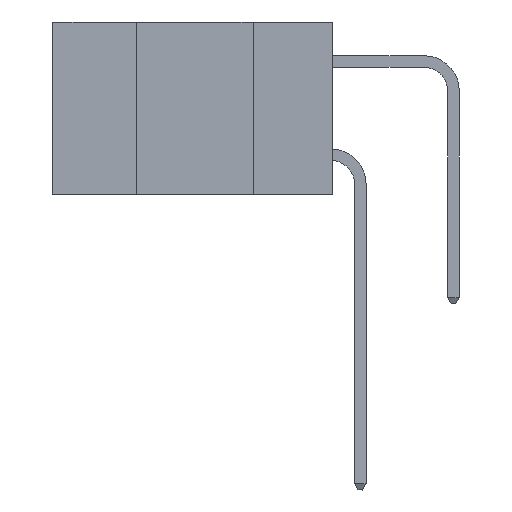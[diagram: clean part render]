
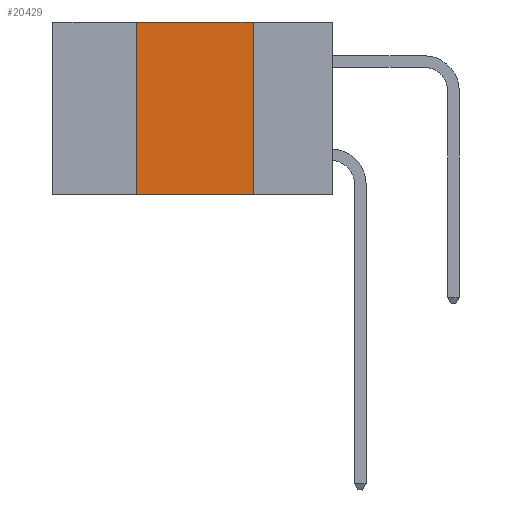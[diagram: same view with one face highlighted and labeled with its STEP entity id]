
A CAD part, left-side view. The second image highlights one B-rep face of the part: STEP entity #20429.
In plain terms, the highlighted planar face has unit normal (-1, 0, 0).
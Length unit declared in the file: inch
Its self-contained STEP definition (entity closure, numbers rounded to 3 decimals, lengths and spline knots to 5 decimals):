
#90 = EDGE_CURVE ( 'NONE', #23422, #4707, #106, .T. ) ;
#106 = LINE ( 'NONE', #7823, #3887 ) ;
#284 = EDGE_CURVE ( 'NONE', #10805, #4707, #18583, .T. ) ;
#873 = CARTESIAN_POINT ( 'NONE',  ( 0., 0.42, 0. ) ) ;
#1756 = LINE ( 'NONE', #23147, #6099 ) ;
#3887 = VECTOR ( 'NONE', #7529, 39.37008 ) ;
#4169 = VECTOR ( 'NONE', #11043, 39.37008 ) ;
#4707 = VERTEX_POINT ( 'NONE', #5717 ) ;
#5717 = CARTESIAN_POINT ( 'NONE',  ( 0., 0.17, -0.37 ) ) ;
#5855 = AXIS2_PLACEMENT_3D ( 'NONE', #9035, #23963, #12803 ) ;
#6099 = VECTOR ( 'NONE', #15741, 39.37008 ) ;
#7529 = DIRECTION ( 'NONE',  ( 0., -1., 0. ) ) ;
#7823 = CARTESIAN_POINT ( 'NONE',  ( 0., 0.6, -0.37 ) ) ;
#8489 = FACE_OUTER_BOUND ( 'NONE', #10996, .T. ) ;
#9035 = CARTESIAN_POINT ( 'NONE',  ( 0., 0.6, 0. ) ) ;
#9257 = CARTESIAN_POINT ( 'NONE',  ( 0., 0.17, 0. ) ) ;
#9605 = LINE ( 'NONE', #873, #23896 ) ;
#9630 = EDGE_CURVE ( 'NONE', #22145, #10805, #1756, .T. ) ;
#10257 = ORIENTED_EDGE ( 'NONE', *, *, #284, .F. ) ;
#10805 = VERTEX_POINT ( 'NONE', #11294 ) ;
#10996 = EDGE_LOOP ( 'NONE', ( #10257, #19617, #19042, #15506 ) ) ;
#11043 = DIRECTION ( 'NONE',  ( 0., 0., -1. ) ) ;
#11294 = CARTESIAN_POINT ( 'NONE',  ( 0., 0.17, 0. ) ) ;
#12803 = DIRECTION ( 'NONE',  ( 0., 0., -1. ) ) ;
#12818 = EDGE_CURVE ( 'NONE', #23422, #22145, #9605, .T. ) ;
#15506 = ORIENTED_EDGE ( 'NONE', *, *, #90, .T. ) ;
#15741 = DIRECTION ( 'NONE',  ( 0., -1., 0. ) ) ;
#15852 = DIRECTION ( 'NONE',  ( 0., 0., 1. ) ) ;
#17641 = CARTESIAN_POINT ( 'NONE',  ( 0., 0.42, 0. ) ) ;
#18583 = LINE ( 'NONE', #9257, #4169 ) ;
#19042 = ORIENTED_EDGE ( 'NONE', *, *, #12818, .F. ) ;
#19617 = ORIENTED_EDGE ( 'NONE', *, *, #9630, .F. ) ;
#20429 = ADVANCED_FACE ( 'NONE', ( #8489 ), #22130, .F. ) ;
#21417 = CARTESIAN_POINT ( 'NONE',  ( 0., 0.42, -0.37 ) ) ;
#22130 = PLANE ( 'NONE',  #5855 ) ;
#22145 = VERTEX_POINT ( 'NONE', #17641 ) ;
#23147 = CARTESIAN_POINT ( 'NONE',  ( 0., 0.6, 0. ) ) ;
#23422 = VERTEX_POINT ( 'NONE', #21417 ) ;
#23896 = VECTOR ( 'NONE', #15852, 39.37008 ) ;
#23963 = DIRECTION ( 'NONE',  ( 1., 0., 0. ) ) ;
